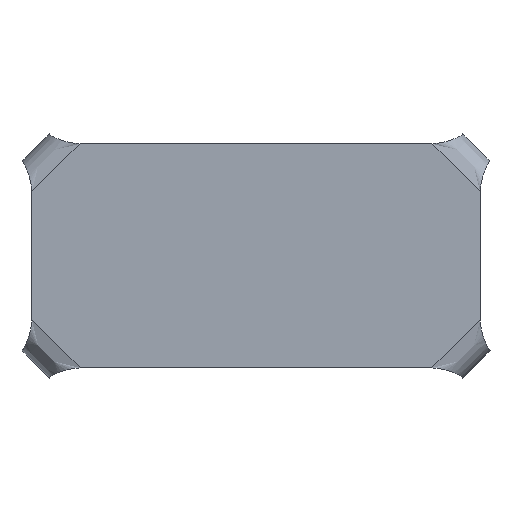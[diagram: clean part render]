
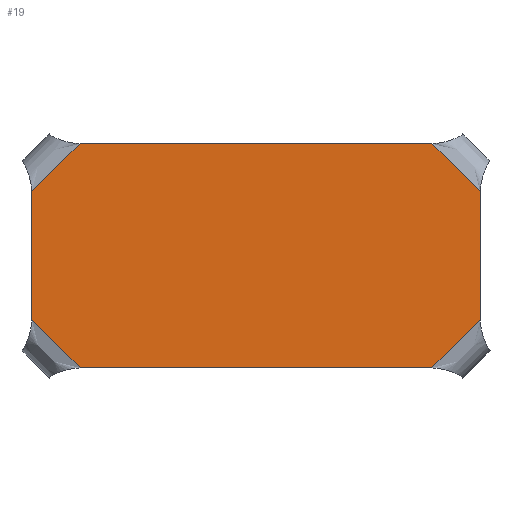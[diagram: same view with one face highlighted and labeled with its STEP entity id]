
A CAD part, top view. The second image highlights one B-rep face of the part: STEP entity #19.
In plain terms, the highlighted planar face has unit normal (0, 0, 1).
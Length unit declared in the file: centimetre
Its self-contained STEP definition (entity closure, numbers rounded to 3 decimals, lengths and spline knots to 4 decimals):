
#19=ADVANCED_FACE($,(#41),#237,.T.);
#41=FACE_OUTER_BOUND($,#63,.T.);
#63=EDGE_LOOP($,(#102,#103,#104,#105,#106,#107,#108,#109));
#102=ORIENTED_EDGE($,*,*,#178,.T.);
#103=ORIENTED_EDGE($,*,*,#190,.T.);
#104=ORIENTED_EDGE($,*,*,#189,.T.);
#105=ORIENTED_EDGE($,*,*,#188,.F.);
#106=ORIENTED_EDGE($,*,*,#187,.T.);
#107=ORIENTED_EDGE($,*,*,#186,.T.);
#108=ORIENTED_EDGE($,*,*,#185,.T.);
#109=ORIENTED_EDGE($,*,*,#170,.T.);
#170=EDGE_CURVE($,#213,#214,#260,.T.);
#178=EDGE_CURVE($,#214,#229,#268,.T.);
#185=EDGE_CURVE($,#224,#213,#275,.T.);
#186=EDGE_CURVE($,#225,#224,#276,.T.);
#187=EDGE_CURVE($,#226,#225,#277,.T.);
#188=EDGE_CURVE($,#226,#227,#278,.T.);
#189=EDGE_CURVE($,#228,#227,#279,.T.);
#190=EDGE_CURVE($,#229,#228,#280,.T.);
#213=VERTEX_POINT($,#3659);
#214=VERTEX_POINT($,#3660);
#224=VERTEX_POINT($,#3670);
#225=VERTEX_POINT($,#3671);
#226=VERTEX_POINT($,#3672);
#227=VERTEX_POINT($,#3673);
#228=VERTEX_POINT($,#3674);
#229=VERTEX_POINT($,#3675);
#237=PLANE($,#391);
#260=B_SPLINE_CURVE_WITH_KNOTS($,3,(#542,#543,#544,#545),.UNSPECIFIED.,.F.,
.F.,(4,4),(-187.6261,-160.2388),.UNSPECIFIED.);
#268=B_SPLINE_CURVE_WITH_KNOTS($,1,(#692,#693),.UNSPECIFIED.,.F.,.F.,(2,
2),(353.3547,494.6232),.UNSPECIFIED.);
#275=B_SPLINE_CURVE_WITH_KNOTS($,1,(#706,#707),.UNSPECIFIED.,.F.,.F.,(2,
2),(769.3222,820.5907),.UNSPECIFIED.);
#276=B_SPLINE_CURVE_WITH_KNOTS($,1,(#708,#709),.UNSPECIFIED.,.F.,.F.,(2,
2),(741.9348,769.3222),.UNSPECIFIED.);
#277=B_SPLINE_CURVE_WITH_KNOTS($,1,(#710,#711),.UNSPECIFIED.,.F.,.F.,(2,
2),(600.6663,741.9348),.UNSPECIFIED.);
#278=B_SPLINE_CURVE_WITH_KNOTS($,1,(#712,#713),.UNSPECIFIED.,.F.,.F.,(2,
2),(-600.6663,-573.279),.UNSPECIFIED.);
#279=B_SPLINE_CURVE_WITH_KNOTS($,1,(#714,#715),.UNSPECIFIED.,.F.,.F.,(2,
2),(522.0105,573.279),.UNSPECIFIED.);
#280=B_SPLINE_CURVE_WITH_KNOTS($,1,(#716,#717),.UNSPECIFIED.,.F.,.F.,(2,
2),(494.6232,522.0105),.UNSPECIFIED.);
#391=AXIS2_PLACEMENT_3D($,#2069,#400,$);
#400=DIRECTION($,(0.,0.,1.));
#542=CARTESIAN_POINT($,(0.0004,19.3684,76.5862));
#543=CARTESIAN_POINT($,(6.4556,12.9131,76.5862));
#544=CARTESIAN_POINT($,(12.9108,6.4578,76.5862));
#545=CARTESIAN_POINT($,(19.366,0.0025,76.5862));
#692=CARTESIAN_POINT($,(19.366,0.0025,76.5862));
#693=CARTESIAN_POINT($,(160.6345,0.0025,76.5862));
#706=CARTESIAN_POINT($,(0.0003,70.6368,76.5862));
#707=CARTESIAN_POINT($,(0.0004,19.3684,76.5862));
#708=CARTESIAN_POINT($,(19.366,90.0025,76.5862));
#709=CARTESIAN_POINT($,(0.0003,70.6368,76.5862));
#710=CARTESIAN_POINT($,(160.6345,90.0025,76.5862));
#711=CARTESIAN_POINT($,(19.366,90.0025,76.5862));
#712=CARTESIAN_POINT($,(160.6345,90.0025,76.5862));
#713=CARTESIAN_POINT($,(180.0003,70.6368,76.5862));
#714=CARTESIAN_POINT($,(180.0003,19.3683,76.5862));
#715=CARTESIAN_POINT($,(180.0003,70.6368,76.5862));
#716=CARTESIAN_POINT($,(160.6345,0.0025,76.5862));
#717=CARTESIAN_POINT($,(180.0003,19.3683,76.5862));
#2069=CARTESIAN_POINT($,(0.0003,0.0025,76.5862));
#3659=CARTESIAN_POINT($,(0.0004,19.3684,76.5862));
#3660=CARTESIAN_POINT($,(19.366,0.0025,76.5862));
#3670=CARTESIAN_POINT($,(0.0003,70.6368,76.5862));
#3671=CARTESIAN_POINT($,(19.366,90.0025,76.5862));
#3672=CARTESIAN_POINT($,(160.6345,90.0025,76.5862));
#3673=CARTESIAN_POINT($,(180.0003,70.6368,76.5862));
#3674=CARTESIAN_POINT($,(180.0003,19.3683,76.5862));
#3675=CARTESIAN_POINT($,(160.6345,0.0025,76.5862));
